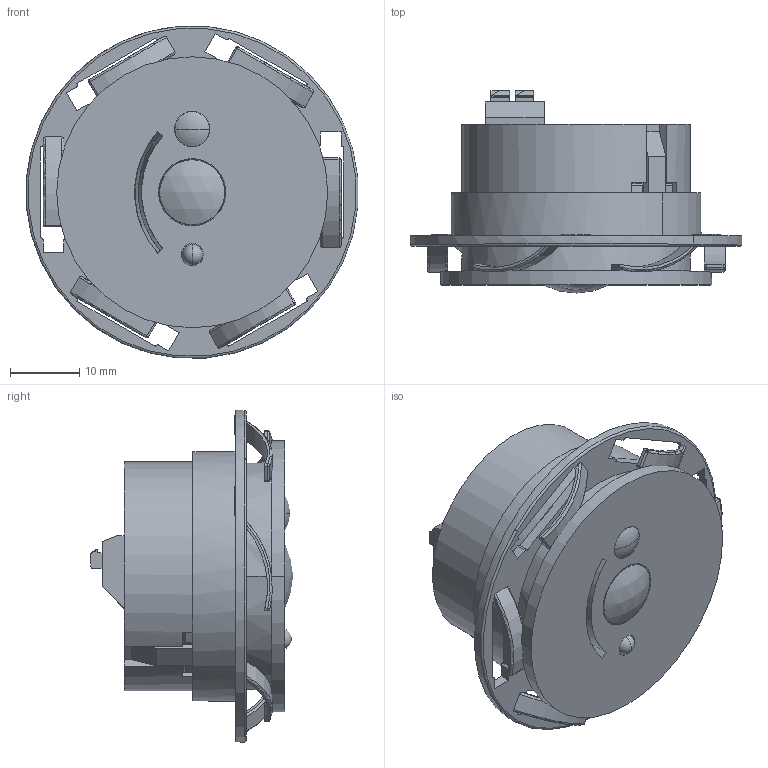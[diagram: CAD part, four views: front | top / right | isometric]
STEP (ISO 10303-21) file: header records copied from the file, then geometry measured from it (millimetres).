
FILE_DESCRIPTION(('Creo Elements/Direct Modeling STEP Export'),'2;1');
FILE_NAME('608253_EEG_E_a.stp','2022-08-30T 8:28:03',(''),(''),'PTC Creo Elements/Direct Modeling STEP processor for AP214 (Solid Model)','PTC Creo Elements/Direct Modeling 19.0E 27-Jun-2016 (C) Parametric Technology GmbH','');
FILE_SCHEMA(('AUTOMOTIVE_DESIGN { 1 0 10303 214 1 1 1 1 }'));
Length unit declared in the file: millimetre
Products named in the file (133): 192076_casing_bottom_part; TOP_PART; 189953_PRT.PRT; OBJ_C1.ASM; 191640-13080_PRT_PRT.PRT; OBJ_C102.ASM; 603503_PRT-11760_PRT.PRT; OBJ_C203.ASM; 191640-13080_PRT_PRT001.PRT; OBJ_C303.ASM; 603501-0000.PRT; OBJ_C305.ASM; 189953_PRT001.PRT; OBJ_C306.ASM; 603503_PRT-11760_PRT001.PRT; OBJ_C307.ASM; 603503_PRT-11760_PRT002.PRT; OBJ_C308.ASM; 603503_PRT-11760_PRT003.PRT; OBJ_C309.ASM; 603503_PRT-11760_PRT004.PRT; OBJ_C310.ASM; 603503_PRT-11760_PRT005.PRT; OBJ_C311.ASM; 189953_PRT002.PRT; OBJ_C404.ASM; 192380-0000.PRT; OBJ_C405.ASM; 191640-13080_PRT_PRT002.PRT; OBJ_C406.ASM; 191640-13080_PRT_PRT003.PRT; OBJ_C408.ASM; 191640-13080_PRT_PRT004.PRT; OBJ_C409.ASM; 191640-13080_PRT_PRT005.PRT; OBJ_C410.ASM; 191640-13080_PRT_PRT006.PRT; OBJ_C411.ASM; RND_150-0805B101K201NT_PRT.PRT; OBJ_C412.ASM ...
Assembly tree (135 placements, depth 5):
  Blue2Light
    CASING_HOLDER
    PCB
      NAPION-15870.PRT
      PIPELIGHT.PRT
      Kondensator
      Abstandshalter
      Leuchtdiode
        Koerper
        Kontakt  x2
      PART.ASM
        GEN_X301.PRT
        GEN_C312.PRT
        OBJ_X1.ASM
          190804_PRT_PRT-32310_PRT.PRT
        OBJ_T103.ASM
          601284.PRT
        OBJ_R604.ASM
          KOERPER_PRT005.PRT
        OBJ_R603.ASM
          KOERPER_PRT004.PRT
        OBJ_R602.ASM
          KOERPER_PRT003.PRT
        OBJ_R601.ASM
          KOERPER_PRT002.PRT
        OBJ_R411.ASM
          191624_PRT_PRT014.PRT
        OBJ_R410.ASM
          191624_PRT_PRT013.PRT
        OBJ_R409.ASM
          191624_PRT_PRT012.PRT
        OBJ_R408.ASM
          191624_PRT_PRT011.PRT
        OBJ_R405.ASM
          191624_PRT_PRT010.PRT
        OBJ_R401.ASM
          KOERPER_PRT001.PRT
        OBJ_R308.ASM
          191624_PRT_PRT009.PRT
        OBJ_R307.ASM
          191624_PRT_PRT008.PRT
        OBJ_R306.ASM
          191624_PRT_PRT007.PRT
        OBJ_R305.ASM
          191624_PRT_PRT006.PRT
        OBJ_R304.ASM
          191624_PRT_PRT005.PRT
        OBJ_R301.ASM
          191624_PRT_PRT004.PRT
        OBJ_R204.ASM
          KOERPER_PRT.PRT
        OBJ_R202.ASM
          191624_PRT_PRT003.PRT
        OBJ_R111.ASM
          191624_PRT_PRT002.PRT
        OBJ_R110.ASM
          191624_PRT_PRT001.PRT
        OBJ_R1.ASM
          191624_PRT_PRT.PRT
        OBJ_Q301.ASM
Bounding box: 47.85 x 29.17 x 47.9 mm (x, y, z)
Volume: 12439.6 mm3; surface area: 17662.6 mm2
Topology: 71 solids, 72 shells, 3573 faces, 9823 edges, 6484 vertices
Faces by surface type: plane 3180, cylinder 257, cone 52, torus 38, sphere 19, bspline 16, extrusion 11
Entity records: 123361 total; most frequent: CARTESIAN_POINT 22547, ORIENTED_EDGE 19406, DIRECTION 17341, EDGE_CURVE 9703, VECTOR 8779, LINE 8768, VERTEX_POINT 6422, AXIS2_PLACEMENT_3D 4281
